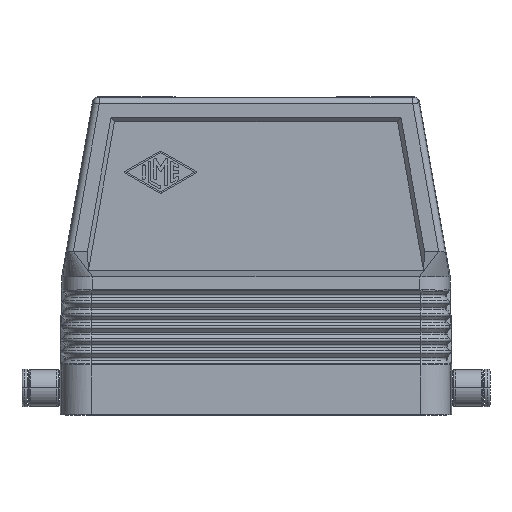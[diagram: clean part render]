
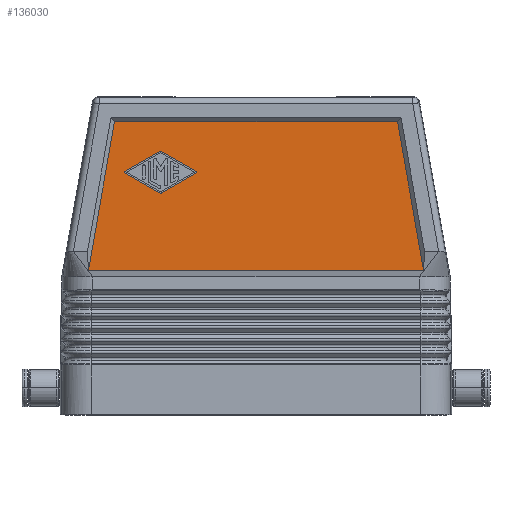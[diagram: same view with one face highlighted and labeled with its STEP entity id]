
A CAD part, left-side view. The second image highlights one B-rep face of the part: STEP entity #136030.
In plain terms, the highlighted planar face has unit normal (-1, 0, 0).
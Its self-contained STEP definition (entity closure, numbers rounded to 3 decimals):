
#134340=CARTESIAN_POINT('',(374.083,50.926,
70.233));
#134350=VERTEX_POINT('',#134340);
#134520=CARTESIAN_POINT('',(374.083,-16.613,
70.233));
#134530=VERTEX_POINT('',#134520);
#134560=CARTESIAN_POINT('',(374.083,44.373,
70.233));
#134570=DIRECTION('',(0.,1.,0.));
#134580=VECTOR('',#134570,1.);
#134590=LINE('',#134560,#134580);
#134600=EDGE_CURVE('',#134530,#134350,#134590,.T.);
#134830=CARTESIAN_POINT('',(374.083,-22.843,
34.87));
#134840=VERTEX_POINT('',#134830);
#134870=CARTESIAN_POINT('',(374.083,-26.831,
12.233));
#134880=DIRECTION('',(0.,0.174,0.985));
#134890=VECTOR('',#134880,1.);
#134900=LINE('',#134870,#134890);
#134910=EDGE_CURVE('',#134840,#134530,#134900,.T.);
#135100=CARTESIAN_POINT('',(374.083,-12.317,
48.893));
#135110=DIRECTION('',(1.,0.,0.));
#135120=DIRECTION('',(0.,1.,0.));
#135130=AXIS2_PLACEMENT_3D('',#135100,#135110,#135120);
#135140=PLANE('',#135130);
#135150=CARTESIAN_POINT('',(374.083,44.373,
34.87));
#135160=DIRECTION('',(-0.,1.,0.));
#135170=VECTOR('',#135160,1.);
#135180=LINE('',#135150,#135170);
#135190=CARTESIAN_POINT('',(374.083,57.156,
34.87));
#135200=VERTEX_POINT('',#135190);
#135210=EDGE_CURVE('',#134840,#135200,#135180,.T.);
#135220=ORIENTED_EDGE('',*,*,#135210,.F.);
#135230=CARTESIAN_POINT('',(374.083,61.144,
12.233));
#135240=DIRECTION('',(0.,-0.174,0.985));
#135250=VECTOR('',#135240,1.);
#135260=LINE('',#135230,#135250);
#135270=EDGE_CURVE('',#135200,#134350,#135260,.T.);
#135280=ORIENTED_EDGE('',*,*,#135270,.F.);
#135290=ORIENTED_EDGE('',*,*,#134600,.T.);
#135300=ORIENTED_EDGE('',*,*,#134910,.T.);
#135310=EDGE_LOOP('',(#135300,#135290,#135280,#135220));
#135320=FACE_OUTER_BOUND('',#135310,.T.);
#135330=CARTESIAN_POINT('',(374.083,44.373,
65.836));
#135340=DIRECTION('',(0.,0.868,0.496));
#135350=VECTOR('',#135340,1.);
#135360=LINE('',#135330,#135350);
#135370=CARTESIAN_POINT('',(374.083,31.324,
58.377));
#135380=VERTEX_POINT('',#135370);
#135390=CARTESIAN_POINT('',(374.083,39.741,
63.188));
#135400=VERTEX_POINT('',#135390);
#135410=EDGE_CURVE('',#135380,#135400,#135360,.T.);
#135420=ORIENTED_EDGE('',*,*,#135410,.F.);
#135430=CARTESIAN_POINT('',(374.083,39.906,
62.899));
#135440=DIRECTION('',(-1.,0.,0.));
#135450=DIRECTION('',(0.,-1.,0.));
#135460=AXIS2_PLACEMENT_3D('',#135430,#135440,#135450);
#135470=CIRCLE('',#135460,0.333);
#135480=CARTESIAN_POINT('',(374.083,40.072,
63.188));
#135490=VERTEX_POINT('',#135480);
#135500=EDGE_CURVE('',#135400,#135490,#135470,.T.);
#135510=ORIENTED_EDGE('',*,*,#135500,.F.);
#135520=CARTESIAN_POINT('',(374.083,44.373,
60.73));
#135530=DIRECTION('',(0.,0.868,-0.496));
#135540=VECTOR('',#135530,1.);
#135550=LINE('',#135520,#135540);
#135560=CARTESIAN_POINT('',(374.083,48.488,
58.377));
#135570=VERTEX_POINT('',#135560);
#135580=EDGE_CURVE('',#135490,#135570,#135550,.T.);
#135590=ORIENTED_EDGE('',*,*,#135580,.F.);
#135600=CARTESIAN_POINT('',(374.083,48.405,
58.233));
#135610=DIRECTION('',(-1.,0.,0.));
#135620=DIRECTION('',(0.,-1.,0.));
#135630=AXIS2_PLACEMENT_3D('',#135600,#135610,#135620);
#135640=CIRCLE('',#135630,0.167);
#135650=CARTESIAN_POINT('',(374.083,48.488,
58.088));
#135660=VERTEX_POINT('',#135650);
#135670=EDGE_CURVE('',#135570,#135660,#135640,.T.);
#135680=ORIENTED_EDGE('',*,*,#135670,.F.);
#135690=CARTESIAN_POINT('',(374.083,44.373,
55.735));
#135700=DIRECTION('',(0.,-0.868,-0.496));
#135710=VECTOR('',#135700,1.);
#135720=LINE('',#135690,#135710);
#135730=CARTESIAN_POINT('',(374.083,40.072,
53.277));
#135740=VERTEX_POINT('',#135730);
#135750=EDGE_CURVE('',#135660,#135740,#135720,.T.);
#135760=ORIENTED_EDGE('',*,*,#135750,.F.);
#135770=CARTESIAN_POINT('',(374.083,39.906,
53.566));
#135780=DIRECTION('',(-1.,0.,0.));
#135790=DIRECTION('',(0.,-1.,0.));
#135800=AXIS2_PLACEMENT_3D('',#135770,#135780,#135790);
#135810=CIRCLE('',#135800,0.333);
#135820=CARTESIAN_POINT('',(374.083,39.741,
53.277));
#135830=VERTEX_POINT('',#135820);
#135840=EDGE_CURVE('',#135740,#135830,#135810,.T.);
#135850=ORIENTED_EDGE('',*,*,#135840,.F.);
#135860=CARTESIAN_POINT('',(374.083,44.373,
50.63));
#135870=DIRECTION('',(0.,-0.868,0.496));
#135880=VECTOR('',#135870,1.);
#135890=LINE('',#135860,#135880);
#135900=CARTESIAN_POINT('',(374.083,31.324,
58.088));
#135910=VERTEX_POINT('',#135900);
#135920=EDGE_CURVE('',#135830,#135910,#135890,.T.);
#135930=ORIENTED_EDGE('',*,*,#135920,.F.);
#135940=CARTESIAN_POINT('',(374.083,31.407,
58.233));
#135950=DIRECTION('',(-1.,0.,0.));
#135960=DIRECTION('',(0.,-1.,0.));
#135970=AXIS2_PLACEMENT_3D('',#135940,#135950,#135960);
#135980=CIRCLE('',#135970,0.167);
#135990=EDGE_CURVE('',#135910,#135380,#135980,.T.);
#136000=ORIENTED_EDGE('',*,*,#135990,.F.);
#136010=EDGE_LOOP('',(#136000,#135930,#135850,#135760,#135680,#135590,
#135510,#135420));
#136020=FACE_BOUND('',#136010,.T.);
#136030=ADVANCED_FACE('',(#135320,#136020),#135140,.F.);
